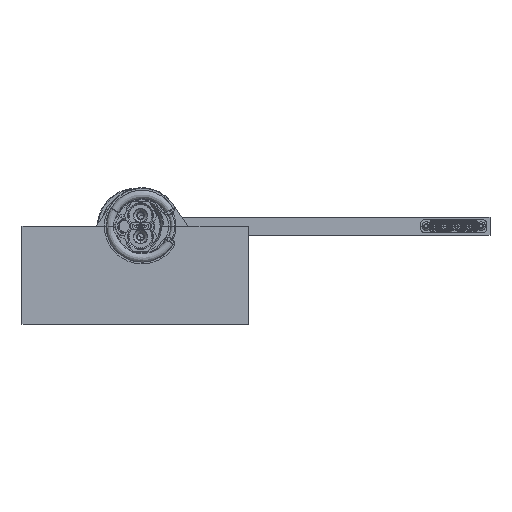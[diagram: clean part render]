
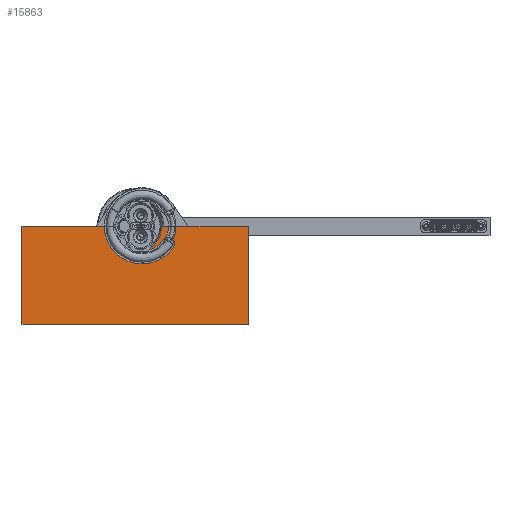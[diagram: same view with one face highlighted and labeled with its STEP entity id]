
A CAD part, front view. The second image highlights one B-rep face of the part: STEP entity #15863.
In plain terms, the highlighted face is planar.
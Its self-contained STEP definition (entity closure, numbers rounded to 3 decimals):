
#4466 = VECTOR ( 'NONE', #91347, 1000. ) ;
#5419 = VERTEX_POINT ( 'NONE', #117053 ) ;
#7886 = VECTOR ( 'NONE', #110375, 1000. ) ;
#10063 = AXIS2_PLACEMENT_3D ( 'NONE', #24120, #25369, #81828 ) ;
#13757 = LINE ( 'NONE', #37365, #122212 ) ;
#15863 = ADVANCED_FACE ( 'NONE', ( #42427 ), #78116, .F. ) ;
#24120 = CARTESIAN_POINT ( 'NONE',  ( 0., 0., 0. ) ) ;
#24918 = CARTESIAN_POINT ( 'NONE',  ( 0., 0., 0. ) ) ;
#25369 = DIRECTION ( 'NONE',  ( 0., 0., -1. ) ) ;
#29685 = VERTEX_POINT ( 'NONE', #85225 ) ;
#37365 = CARTESIAN_POINT ( 'NONE',  ( 0., 0., 0. ) ) ;
#40194 = ORIENTED_EDGE ( 'NONE', *, *, #62835, .F. ) ;
#40247 = LINE ( 'NONE', #114135, #87720 ) ;
#40576 = ORIENTED_EDGE ( 'NONE', *, *, #56383, .F. ) ;
#42427 = FACE_OUTER_BOUND ( 'NONE', #43354, .T. ) ;
#43354 = EDGE_LOOP ( 'NONE', ( #69378, #95707, #122359, #40194, #112341, #40576 ) ) ;
#44754 = VERTEX_POINT ( 'NONE', #118510 ) ;
#46296 = VERTEX_POINT ( 'NONE', #62864 ) ;
#49671 = AXIS2_PLACEMENT_3D ( 'NONE', #77710, #87216, #96756 ) ;
#55255 = DIRECTION ( 'NONE',  ( 0., -1., 0. ) ) ;
#55984 = VERTEX_POINT ( 'NONE', #123124 ) ;
#56383 = EDGE_CURVE ( 'NONE', #44754, #55984, #89245, .T. ) ;
#56576 = EDGE_CURVE ( 'NONE', #46296, #29685, #40247, .T. ) ;
#61420 = VECTOR ( 'NONE', #55255, 1000. ) ;
#62835 = EDGE_CURVE ( 'NONE', #5419, #68706, #13757, .T. ) ;
#62864 = CARTESIAN_POINT ( 'NONE',  ( 75., 65., 0. ) ) ;
#68706 = VERTEX_POINT ( 'NONE', #98798 ) ;
#68752 = EDGE_CURVE ( 'NONE', #68706, #46296, #116370, .T. ) ;
#69378 = ORIENTED_EDGE ( 'NONE', *, *, #121118, .F. ) ;
#77245 = DIRECTION ( 'NONE',  ( -1., 0., 0. ) ) ;
#77710 = CARTESIAN_POINT ( 'NONE',  ( 0., 0., 0. ) ) ;
#78116 = PLANE ( 'NONE',  #49671 ) ;
#78838 = EDGE_CURVE ( 'NONE', #55984, #5419, #119390, .T. ) ;
#80641 = LINE ( 'NONE', #122389, #61420 ) ;
#81828 = DIRECTION ( 'NONE',  ( 1., 0., 0. ) ) ;
#85225 = CARTESIAN_POINT ( 'NONE',  ( -75., 65., 0. ) ) ;
#87216 = DIRECTION ( 'NONE',  ( 0., 0., 1. ) ) ;
#87720 = VECTOR ( 'NONE', #77245, 1000. ) ;
#89245 = LINE ( 'NONE', #24918, #4466 ) ;
#91347 = DIRECTION ( 'NONE',  ( 1., 0., 0. ) ) ;
#95707 = ORIENTED_EDGE ( 'NONE', *, *, #56576, .F. ) ;
#96756 = DIRECTION ( 'NONE',  ( 1., 0., 0. ) ) ;
#98798 = CARTESIAN_POINT ( 'NONE',  ( 75., 0., 0. ) ) ;
#100835 = CARTESIAN_POINT ( 'NONE',  ( 75., 0., 0. ) ) ;
#110375 = DIRECTION ( 'NONE',  ( 0., 1., 0. ) ) ;
#112341 = ORIENTED_EDGE ( 'NONE', *, *, #78838, .F. ) ;
#112891 = DIRECTION ( 'NONE',  ( 1., 0., 0. ) ) ;
#114135 = CARTESIAN_POINT ( 'NONE',  ( 0., 65., 0. ) ) ;
#116370 = LINE ( 'NONE', #100835, #7886 ) ;
#117053 = CARTESIAN_POINT ( 'NONE',  ( 17.5, 0., 0. ) ) ;
#118510 = CARTESIAN_POINT ( 'NONE',  ( -75., 0., 0. ) ) ;
#119390 = CIRCLE ( 'NONE', #10063, 17.5 ) ;
#121118 = EDGE_CURVE ( 'NONE', #29685, #44754, #80641, .T. ) ;
#122212 = VECTOR ( 'NONE', #112891, 1000. ) ;
#122359 = ORIENTED_EDGE ( 'NONE', *, *, #68752, .F. ) ;
#122389 = CARTESIAN_POINT ( 'NONE',  ( -75., 0., 0. ) ) ;
#123124 = CARTESIAN_POINT ( 'NONE',  ( -17.5, 0., 0. ) ) ;
